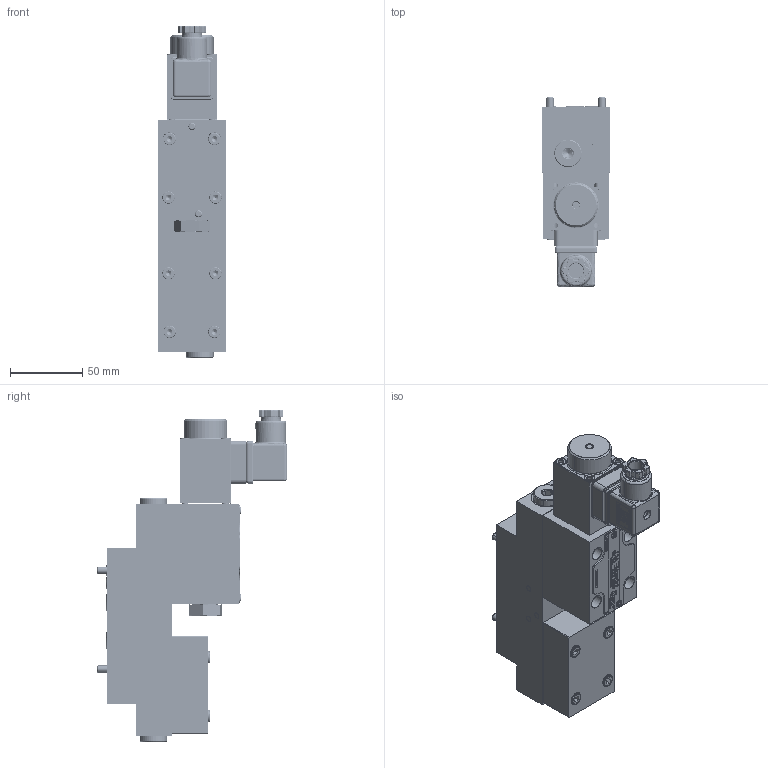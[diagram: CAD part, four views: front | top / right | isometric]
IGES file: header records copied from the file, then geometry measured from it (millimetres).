
Start section: SolidWorks IGES file using analytic representation for surfaces
Global section: file name: MHCP004106040.igs; native system: SolidWorks 2014; preprocessor: SolidWorks 2014; author: serviziopdm; date: 160317.115942; units: millimetre
Bounding box: 47 x 131.5 x 229.85 mm (x, y, z)
Surface area: 119323.2 mm2 (no closed solid volume)
Topology: 0 solids, 0 shells, 1859 faces, 27141 edges, 27029 vertices
Faces by surface type: bspline 1108, revolution 751
